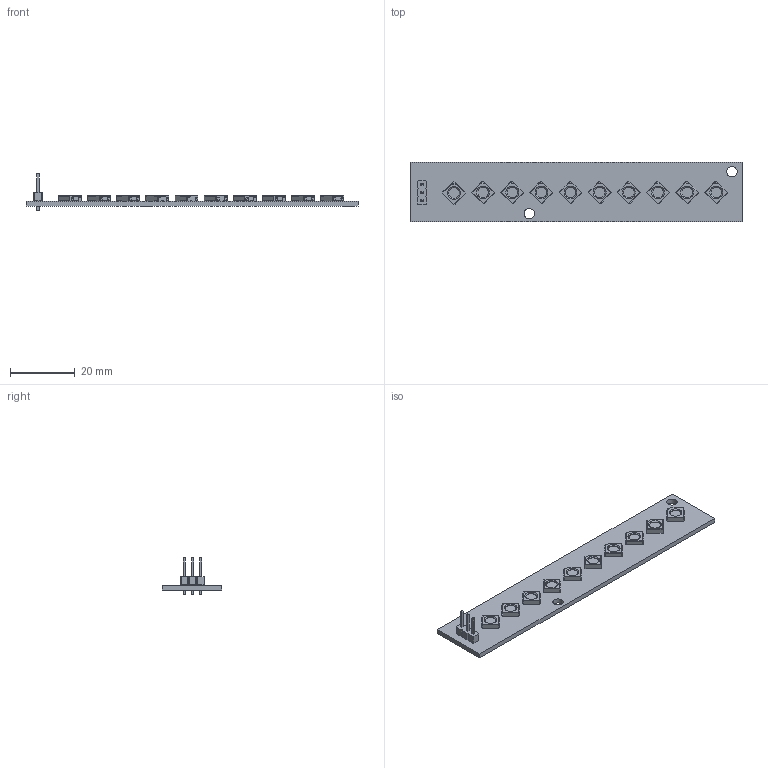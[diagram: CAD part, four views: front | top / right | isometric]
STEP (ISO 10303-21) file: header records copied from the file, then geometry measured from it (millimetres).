
FILE_DESCRIPTION(('KiCad electronic assembly'),'2;1');
FILE_NAME('venkat-pcb.step','2025-12-31T16:42:51',('Pcbnew'),('Kicad'), 'Open CASCADE STEP processor 7.9','KiCad to STEP converter','Unknown' );
FILE_SCHEMA(('AUTOMOTIVE_DESIGN { 1 0 10303 214 1 1 1 1 }'));
Length unit declared in the file: millimetre
Products named in the file (4): venkat-pcb 1; LED_WS2812B_PLCC4_5.0x5.0mm_P3.2mm; PinHeader_1x03_P2.54mm_Vertical; venkat-pcb_PCB
Assembly tree (12 placements, depth 2):
  venkat-pcb 1
    LED_WS2812B_PLCC4_5.0x5.0mm_P3.2mm  x10
    PinHeader_1x03_P2.54mm_Vertical
    venkat-pcb_PCB
Bounding box: 102.5 x 18.5 x 11.54 mm (x, y, z)
Volume: 3236.8 mm3; surface area: 5235.7 mm2
Topology: 12 solids, 12 shells, 767 faces, 2217 edges, 1450 vertices
Faces by surface type: plane 532, cylinder 225, cone 10
Full cylindrical faces by diameter (mm): 1 x3, 3.2 x2, 3.333 x10
Entity records: 5884 total; most frequent: CARTESIAN_POINT 838, ORIENTED_EDGE 816, DIRECTION 794, EDGE_CURVE 408, LINE 358, VECTOR 358, VERTEX_POINT 262, AXIS2_PLACEMENT_3D 218
